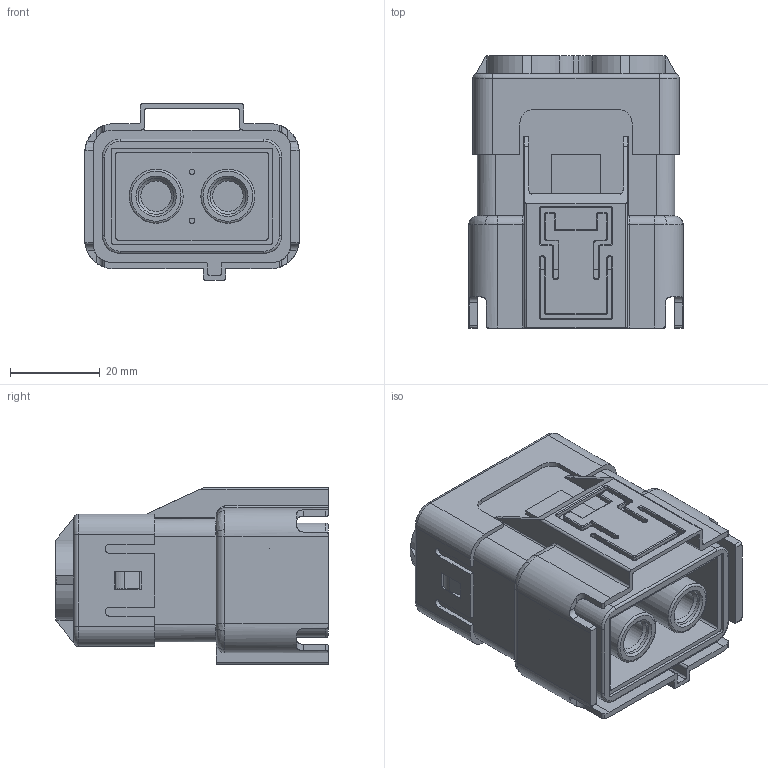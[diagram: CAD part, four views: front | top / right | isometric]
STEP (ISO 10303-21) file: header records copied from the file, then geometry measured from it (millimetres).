
FILE_DESCRIPTION(/* description */ ('Unknown'),/* implementation_level */ '2;1');
FILE_NAME(/* name */ 'ELPA2A2510',/* time_stamp */ '2025-01-31T12:12:19+02:00',/* author */ ('Unknown'),/* organization */ ('Unknown'),/* preprocessor_version */ 'ST-DEVELOPER v19.4',/* originating_system */ 'Solid Edge',/* authorisation */ 'Unknown');
FILE_SCHEMA (('AUTOMOTIVE_DESIGN {1 0 10303 214 3 1 1}'));
Length unit declared in the file: millimetre
Products named in the file (1): ELPA2A2510
Bounding box: 47.8 x 60.7 x 39.4 mm (x, y, z)
Volume: 54494.6 mm3; surface area: 23788.9 mm2
Topology: 1 solids, 2 shells, 396 faces, 1033 edges, 654 vertices
Faces by surface type: plane 193, cylinder 153, torus 34, bspline 12, cone 4
Full cylindrical faces by diameter (mm): 1.2 x2, 6.813 x2, 8 x2, 12.042 x2, 13.9 x2
Entity records: 15549 total; most frequent: CARTESIAN_POINT 2965, DIRECTION 2079, ORIENTED_EDGE 2024, EDGE_CURVE 1012, AXIS2_PLACEMENT_3D 733, VERTEX_POINT 650, LINE 613, VECTOR 613
